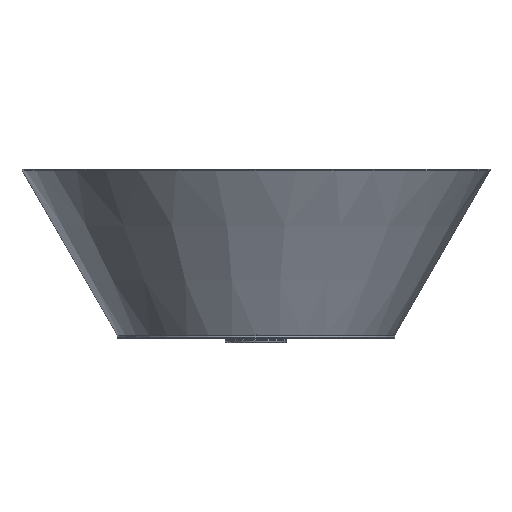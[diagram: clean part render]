
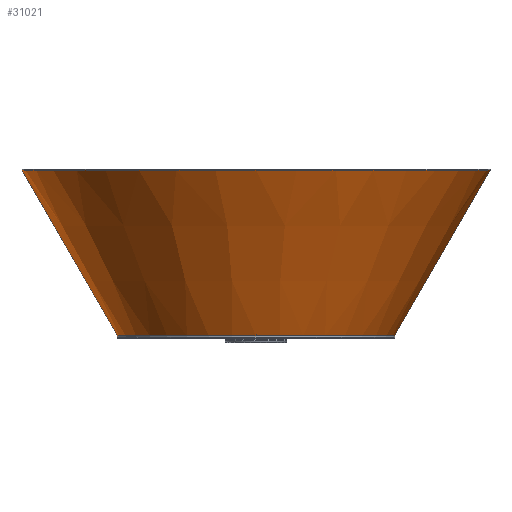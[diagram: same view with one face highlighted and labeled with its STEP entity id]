
A CAD part, front view. The second image highlights one B-rep face of the part: STEP entity #31021.
In plain terms, the highlighted conical face has half-angle 30 degrees and reference radius 89.408 mm.
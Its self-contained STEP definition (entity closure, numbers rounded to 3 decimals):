
#30860=CARTESIAN_POINT('',(0.,0.528,0.));
#30861=DIRECTION('',(0.,-1.,0.));
#30862=DIRECTION('',(-1.,0.,0.));
#30863=AXIS2_PLACEMENT_3D('',#30860,#30861,#30862);
#30865=CARTESIAN_POINT('',(0.,0.528,0.));
#30866=DIRECTION('',(0.,-1.,0.));
#30867=DIRECTION('',(0.,0.,-1.));
#30868=AXIS2_PLACEMENT_3D('',#30865,#30866,#30867);
#30870=DIRECTION('',(-0.5,-0.866,0.));
#30871=VECTOR('',#30870,91.767);
#30872=CARTESIAN_POINT('',(-66.467,80.,0.));
#30873=LINE('',#30872,#30871);
#30883=DIRECTION('',(0.5,-0.866,0.));
#30884=VECTOR('',#30883,91.767);
#30885=CARTESIAN_POINT('',(66.467,80.,0.));
#30886=LINE('',#30885,#30884);
#30897=CARTESIAN_POINT('',(0.,80.,0.));
#30898=DIRECTION('',(0.,-1.,0.));
#30899=DIRECTION('',(-1.,0.,0.));
#30900=AXIS2_PLACEMENT_3D('',#30897,#30898,#30899);
#30972=CARTESIAN_POINT('',(-112.35,0.528,0.));
#30973=CARTESIAN_POINT('',(0.,0.528,-112.35));
#30974=VERTEX_POINT('',#30972);
#30975=VERTEX_POINT('',#30973);
#30976=CARTESIAN_POINT('',(112.35,0.528,0.));
#30977=VERTEX_POINT('',#30976);
#30978=CARTESIAN_POINT('',(66.467,80.,0.));
#30979=VERTEX_POINT('',#30978);
#30980=CARTESIAN_POINT('',(-66.467,80.,0.));
#30981=VERTEX_POINT('',#30980);
#31004=CARTESIAN_POINT('',(0.,40.264,0.));
#31005=DIRECTION('',(0.,-1.,0.));
#31006=DIRECTION('',(-1.,0.,0.));
#31007=AXIS2_PLACEMENT_3D('',#31004,#31005,#31006);
#31008=CONICAL_SURFACE('',#31007,89.408,30.);
#31010=ORIENTED_EDGE('',*,*,#31009,.T.);
#31012=ORIENTED_EDGE('',*,*,#31011,.T.);
#31014=ORIENTED_EDGE('',*,*,#31013,.F.);
#31016=ORIENTED_EDGE('',*,*,#31015,.F.);
#31018=ORIENTED_EDGE('',*,*,#31017,.T.);
#31019=EDGE_LOOP('',(#31010,#31012,#31014,#31016,#31018));
#31020=FACE_OUTER_BOUND('',#31019,.F.);
#30864=CIRCLE('',#30863,112.35);
#30869=CIRCLE('',#30868,112.35);
#30901=CIRCLE('',#30900,66.467);
#31009=EDGE_CURVE('',#30974,#30975,#30864,.T.);
#31011=EDGE_CURVE('',#30975,#30977,#30869,.T.);
#31013=EDGE_CURVE('',#30979,#30977,#30886,.T.);
#31015=EDGE_CURVE('',#30981,#30979,#30901,.T.);
#31017=EDGE_CURVE('',#30981,#30974,#30873,.T.);
#31021=ADVANCED_FACE('',(#31020),#31008,.T.);
